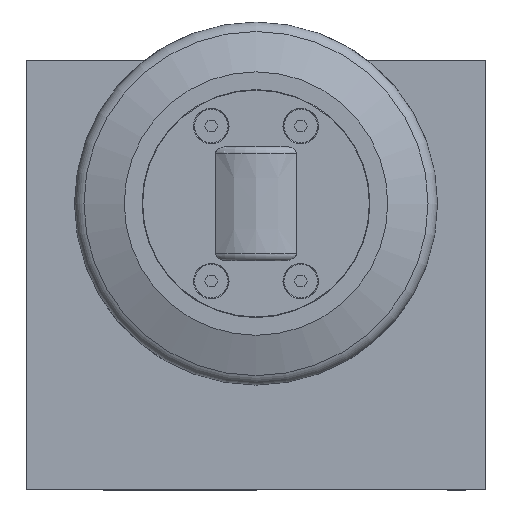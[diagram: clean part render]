
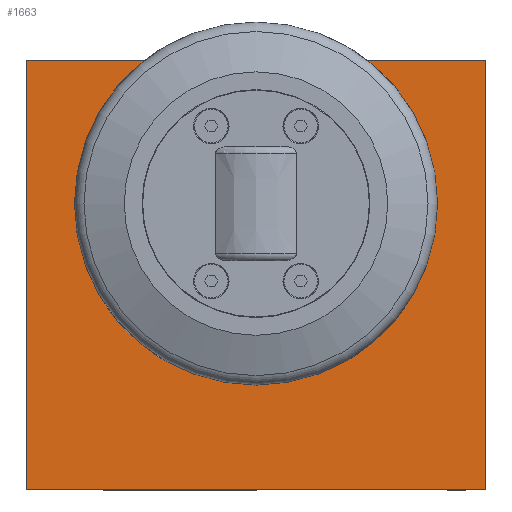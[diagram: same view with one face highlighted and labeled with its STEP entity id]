
A CAD part, front view. The second image highlights one B-rep face of the part: STEP entity #1663.
In plain terms, the highlighted planar face has unit normal (0, -1, 0).
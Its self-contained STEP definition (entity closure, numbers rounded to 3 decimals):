
#47=FACE_BOUND('',#309,.T.);
#105=CIRCLE('',#1814,39.5);
#204=FACE_OUTER_BOUND('',#308,.T.);
#308=EDGE_LOOP('',(#1291,#1292,#1293,#1294));
#309=EDGE_LOOP('',(#1295));
#453=LINE('',#2680,#606);
#454=LINE('',#2682,#607);
#455=LINE('',#2684,#608);
#456=LINE('',#2685,#609);
#606=VECTOR('',#2161,10.);
#607=VECTOR('',#2162,10.);
#608=VECTOR('',#2163,10.);
#609=VECTOR('',#2164,10.);
#763=VERTEX_POINT('',#2669);
#766=VERTEX_POINT('',#2678);
#767=VERTEX_POINT('',#2679);
#768=VERTEX_POINT('',#2681);
#769=VERTEX_POINT('',#2683);
#962=EDGE_CURVE('',#763,#763,#105,.T.);
#965=EDGE_CURVE('',#766,#767,#453,.T.);
#966=EDGE_CURVE('',#768,#767,#454,.T.);
#967=EDGE_CURVE('',#769,#768,#455,.T.);
#968=EDGE_CURVE('',#769,#766,#456,.T.);
#1291=ORIENTED_EDGE('',*,*,#965,.T.);
#1292=ORIENTED_EDGE('',*,*,#966,.F.);
#1293=ORIENTED_EDGE('',*,*,#967,.F.);
#1294=ORIENTED_EDGE('',*,*,#968,.T.);
#1295=ORIENTED_EDGE('',*,*,#962,.T.);
#1587=PLANE('',#1818);
#1663=ADVANCED_FACE('',(#204,#47),#1587,.T.);
#1814=AXIS2_PLACEMENT_3D('',#2671,#2151,#2152);
#1818=AXIS2_PLACEMENT_3D('',#2677,#2159,#2160);
#2151=DIRECTION('center_axis',(0.,1.,0.));
#2152=DIRECTION('ref_axis',(0.,0.,
1.));
#2159=DIRECTION('center_axis',(0.,-1.,0.));
#2160=DIRECTION('ref_axis',(0.,0.,-1.));
#2161=DIRECTION('',(0.,0.,1.));
#2162=DIRECTION('',(1.,0.,0.));
#2163=DIRECTION('',(0.,0.,1.));
#2164=DIRECTION('',(1.,0.,0.));
#2669=CARTESIAN_POINT('',(80.,0.,60.5));
#2671=CARTESIAN_POINT('Origin',(80.,0.,100.));
#2677=CARTESIAN_POINT('Origin',(0.,0.,0.));
#2678=CARTESIAN_POINT('',(160.,0.,0.));
#2679=CARTESIAN_POINT('',(160.,0.,150.));
#2680=CARTESIAN_POINT('',(160.,0.,0.));
#2681=CARTESIAN_POINT('',(0.,0.,150.));
#2682=CARTESIAN_POINT('',(0.,0.,150.));
#2683=CARTESIAN_POINT('',(0.,0.,0.));
#2684=CARTESIAN_POINT('',(0.,0.,0.));
#2685=CARTESIAN_POINT('',(0.,0.,0.));
